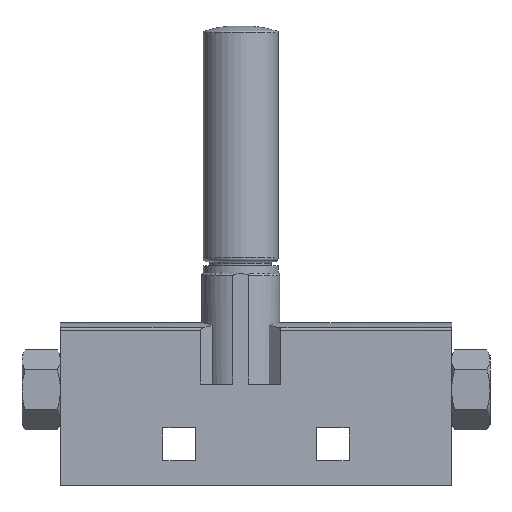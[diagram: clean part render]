
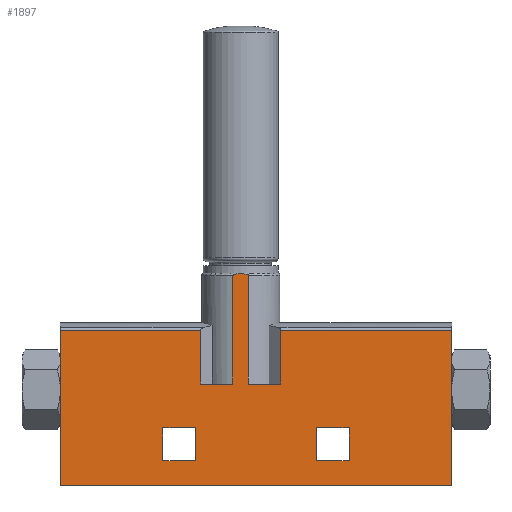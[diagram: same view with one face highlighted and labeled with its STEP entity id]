
A CAD part, top view. The second image highlights one B-rep face of the part: STEP entity #1897.
In plain terms, the highlighted planar face has unit normal (0, 0, 1).
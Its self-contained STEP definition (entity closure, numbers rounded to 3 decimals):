
#46=LINE('',#2647,#118);
#47=LINE('',#2650,#119);
#48=LINE('',#2652,#120);
#49=LINE('',#2654,#121);
#50=LINE('',#2655,#122);
#51=LINE('',#2658,#123);
#52=LINE('',#2660,#124);
#53=LINE('',#2662,#125);
#54=LINE('',#2664,#126);
#55=LINE('',#2666,#127);
#56=LINE('',#2668,#128);
#57=LINE('',#2670,#129);
#58=LINE('',#2672,#130);
#59=LINE('',#2674,#131);
#60=LINE('',#2690,#132);
#61=LINE('',#2691,#133);
#62=LINE('',#2694,#134);
#63=LINE('',#2696,#135);
#64=LINE('',#2698,#136);
#118=VECTOR('',#2179,1000.);
#119=VECTOR('',#2180,1000.);
#120=VECTOR('',#2181,1000.);
#121=VECTOR('',#2182,1000.);
#122=VECTOR('',#2183,1000.);
#123=VECTOR('',#2184,1000.);
#124=VECTOR('',#2185,1000.);
#125=VECTOR('',#2186,1000.);
#126=VECTOR('',#2187,1000.);
#127=VECTOR('',#2188,1000.);
#128=VECTOR('',#2189,1000.);
#129=VECTOR('',#2190,1000.);
#130=VECTOR('',#2191,1000.);
#131=VECTOR('',#2192,1000.);
#132=VECTOR('',#2193,1000.);
#133=VECTOR('',#2194,1000.);
#134=VECTOR('',#2195,1000.);
#135=VECTOR('',#2196,1000.);
#136=VECTOR('',#2197,1000.);
#190=PLANE('',#2001);
#323=ORIENTED_EDGE('',*,*,#697,.F.);
#324=ORIENTED_EDGE('',*,*,#698,.F.);
#325=ORIENTED_EDGE('',*,*,#699,.F.);
#326=ORIENTED_EDGE('',*,*,#700,.F.);
#327=ORIENTED_EDGE('',*,*,#701,.F.);
#328=ORIENTED_EDGE('',*,*,#702,.T.);
#329=ORIENTED_EDGE('',*,*,#703,.T.);
#330=ORIENTED_EDGE('',*,*,#704,.T.);
#331=ORIENTED_EDGE('',*,*,#705,.F.);
#332=ORIENTED_EDGE('',*,*,#706,.F.);
#333=ORIENTED_EDGE('',*,*,#707,.T.);
#334=ORIENTED_EDGE('',*,*,#708,.T.);
#335=ORIENTED_EDGE('',*,*,#709,.F.);
#336=ORIENTED_EDGE('',*,*,#710,.T.);
#337=ORIENTED_EDGE('',*,*,#711,.F.);
#338=ORIENTED_EDGE('',*,*,#712,.T.);
#339=ORIENTED_EDGE('',*,*,#713,.F.);
#340=ORIENTED_EDGE('',*,*,#714,.F.);
#341=ORIENTED_EDGE('',*,*,#715,.F.);
#342=ORIENTED_EDGE('',*,*,#716,.F.);
#697=EDGE_CURVE('',#872,#873,#46,.T.);
#698=EDGE_CURVE('',#874,#872,#47,.T.);
#699=EDGE_CURVE('',#875,#874,#48,.T.);
#700=EDGE_CURVE('',#873,#875,#49,.T.);
#701=EDGE_CURVE('',#876,#877,#50,.T.);
#702=EDGE_CURVE('',#876,#878,#51,.T.);
#703=EDGE_CURVE('',#878,#879,#52,.T.);
#704=EDGE_CURVE('',#879,#880,#53,.T.);
#705=EDGE_CURVE('',#881,#880,#54,.T.);
#706=EDGE_CURVE('',#882,#881,#55,.T.);
#707=EDGE_CURVE('',#882,#883,#56,.T.);
#708=EDGE_CURVE('',#883,#884,#57,.T.);
#709=EDGE_CURVE('',#885,#884,#58,.T.);
#710=EDGE_CURVE('',#885,#886,#59,.F.);
#711=EDGE_CURVE('',#887,#886,#995,.T.);
#712=EDGE_CURVE('',#887,#877,#60,.T.);
#713=EDGE_CURVE('',#888,#889,#61,.T.);
#714=EDGE_CURVE('',#890,#888,#62,.T.);
#715=EDGE_CURVE('',#891,#890,#63,.T.);
#716=EDGE_CURVE('',#889,#891,#64,.T.);
#872=VERTEX_POINT('',#2648);
#873=VERTEX_POINT('',#2649);
#874=VERTEX_POINT('',#2651);
#875=VERTEX_POINT('',#2653);
#876=VERTEX_POINT('',#2656);
#877=VERTEX_POINT('',#2657);
#878=VERTEX_POINT('',#2659);
#879=VERTEX_POINT('',#2661);
#880=VERTEX_POINT('',#2663);
#881=VERTEX_POINT('',#2665);
#882=VERTEX_POINT('',#2667);
#883=VERTEX_POINT('',#2669);
#884=VERTEX_POINT('',#2671);
#885=VERTEX_POINT('',#2673);
#886=VERTEX_POINT('',#2675);
#887=VERTEX_POINT('',#2689);
#888=VERTEX_POINT('',#2692);
#889=VERTEX_POINT('',#2693);
#890=VERTEX_POINT('',#2695);
#891=VERTEX_POINT('',#2697);
#995=B_SPLINE_CURVE_WITH_KNOTS('',3,(#2676,#2677,#2678,#2679,#2680,#2681,
#2682,#2683,#2684,#2685,#2686,#2687,#2688),.UNSPECIFIED.,.F.,.F.,(4,1,1,
1,1,1,1,1,1,1,4),(0.003,0.003,0.003,
0.004,0.004,0.004,0.005,
0.005,0.005,0.005,0.005),
 .UNSPECIFIED.);
#1035=EDGE_LOOP('',(#323,#324,#325,#326));
#1036=EDGE_LOOP('',(#327,#328,#329,#330,#331,#332,#333,#334,#335,#336,#337,
#338));
#1037=EDGE_LOOP('',(#339,#340,#341,#342));
#1147=FACE_BOUND('',#1035,.T.);
#1148=FACE_BOUND('',#1036,.T.);
#1149=FACE_BOUND('',#1037,.T.);
#1897=ADVANCED_FACE('',(#1147,#1148,#1149),#190,.F.);
#2001=AXIS2_PLACEMENT_3D('',#2646,#2177,#2178);
#2177=DIRECTION('',(0.,0.,-1.));
#2178=DIRECTION('',(-1.,0.,0.));
#2179=DIRECTION('',(-1.,0.,0.));
#2180=DIRECTION('',(0.,1.,0.));
#2181=DIRECTION('',(1.,0.,0.));
#2182=DIRECTION('',(0.,-1.,0.));
#2183=DIRECTION('',(1.,0.,0.));
#2184=DIRECTION('',(0.,1.,0.));
#2185=DIRECTION('',(-1.,0.,0.));
#2186=DIRECTION('',(0.,-1.,0.));
#2187=DIRECTION('',(-1.,0.,0.));
#2188=DIRECTION('',(0.,-1.,0.));
#2189=DIRECTION('',(-1.,0.,0.));
#2190=DIRECTION('',(0.,-1.,0.));
#2191=DIRECTION('',(1.,0.,0.));
#2192=DIRECTION('',(0.,-1.,0.));
#2193=DIRECTION('',(0.,-1.,0.));
#2194=DIRECTION('',(-1.,0.,0.));
#2195=DIRECTION('',(0.,1.,0.));
#2196=DIRECTION('',(1.,0.,0.));
#2197=DIRECTION('',(0.,-1.,0.));
#2646=CARTESIAN_POINT('',(25.5,20.277,5.));
#2647=CARTESIAN_POINT('',(25.5,7.55,5.));
#2648=CARTESIAN_POINT('',(12.15,7.55,5.));
#2649=CARTESIAN_POINT('',(7.85,7.55,5.));
#2650=CARTESIAN_POINT('',(12.15,20.277,5.));
#2651=CARTESIAN_POINT('',(12.15,3.25,5.));
#2652=CARTESIAN_POINT('',(25.5,3.25,5.));
#2653=CARTESIAN_POINT('',(7.85,3.25,5.));
#2654=CARTESIAN_POINT('',(7.85,20.277,5.));
#2655=CARTESIAN_POINT('',(25.5,13.25,5.));
#2656=CARTESIAN_POINT('',(-7.209,13.25,5.));
#2657=CARTESIAN_POINT('',(-3.005,13.25,5.));
#2658=CARTESIAN_POINT('',(-7.209,20.277,5.));
#2659=CARTESIAN_POINT('',(-7.209,20.277,5.));
#2660=CARTESIAN_POINT('',(25.5,20.277,5.));
#2661=CARTESIAN_POINT('',(-25.5,20.277,5.));
#2662=CARTESIAN_POINT('',(-25.5,20.277,5.));
#2663=CARTESIAN_POINT('',(-25.5,0.,5.));
#2664=CARTESIAN_POINT('',(25.5,0.,5.));
#2665=CARTESIAN_POINT('',(25.5,0.,5.));
#2666=CARTESIAN_POINT('',(25.5,20.277,5.));
#2667=CARTESIAN_POINT('',(25.5,20.277,5.));
#2668=CARTESIAN_POINT('',(25.5,20.277,5.));
#2669=CARTESIAN_POINT('',(3.209,20.277,5.));
#2670=CARTESIAN_POINT('',(3.209,20.277,5.));
#2671=CARTESIAN_POINT('',(3.209,13.25,5.));
#2672=CARTESIAN_POINT('',(25.5,13.25,5.));
#2673=CARTESIAN_POINT('',(-0.995,13.25,5.));
#2674=CARTESIAN_POINT('',(-0.995,13.25,5.));
#2675=CARTESIAN_POINT('',(-0.995,27.4,5.));
#2676=CARTESIAN_POINT('',(-3.005,27.4,5.));
#2677=CARTESIAN_POINT('',(-3.005,27.445,5.));
#2678=CARTESIAN_POINT('',(-2.919,27.505,5.));
#2679=CARTESIAN_POINT('',(-2.756,27.561,5.));
#2680=CARTESIAN_POINT('',(-2.535,27.598,5.));
#2681=CARTESIAN_POINT('',(-2.269,27.619,5.));
#2682=CARTESIAN_POINT('',(-2.003,27.626,5.));
#2683=CARTESIAN_POINT('',(-1.735,27.62,5.));
#2684=CARTESIAN_POINT('',(-1.469,27.599,5.));
#2685=CARTESIAN_POINT('',(-1.246,27.561,5.));
#2686=CARTESIAN_POINT('',(-1.081,27.505,5.));
#2687=CARTESIAN_POINT('',(-0.995,27.446,5.));
#2688=CARTESIAN_POINT('',(-0.995,27.4,5.));
#2689=CARTESIAN_POINT('',(-3.005,27.4,5.));
#2690=CARTESIAN_POINT('',(-3.005,13.25,5.));
#2691=CARTESIAN_POINT('',(25.5,7.55,5.));
#2692=CARTESIAN_POINT('',(-7.85,7.55,5.));
#2693=CARTESIAN_POINT('',(-12.15,7.55,5.));
#2694=CARTESIAN_POINT('',(-7.85,20.277,5.));
#2695=CARTESIAN_POINT('',(-7.85,3.25,5.));
#2696=CARTESIAN_POINT('',(25.5,3.25,5.));
#2697=CARTESIAN_POINT('',(-12.15,3.25,5.));
#2698=CARTESIAN_POINT('',(-12.15,20.277,5.));
